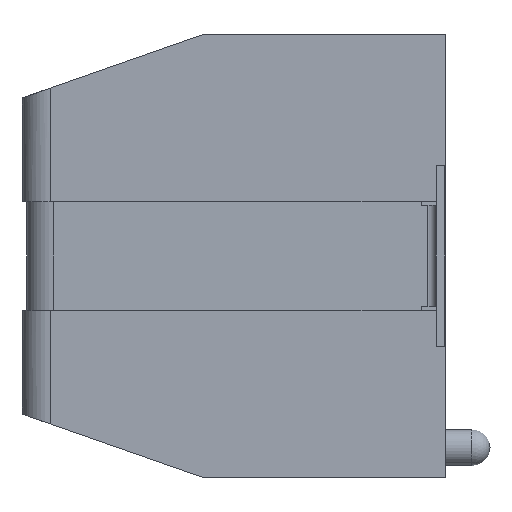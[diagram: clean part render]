
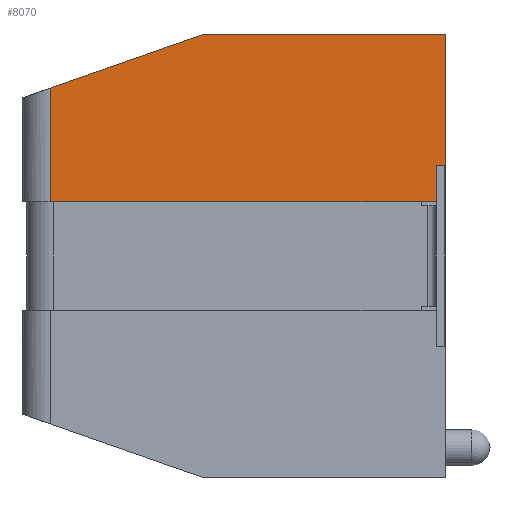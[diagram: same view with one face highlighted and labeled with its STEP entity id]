
A CAD part, left-side view. The second image highlights one B-rep face of the part: STEP entity #8070.
In plain terms, the highlighted planar face has unit normal (-1, 0.018, 0).
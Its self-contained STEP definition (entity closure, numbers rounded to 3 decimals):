
#7933 = ORIENTED_EDGE ( 'NONE', *, *, #7935, .T. ) ;
#7935 = EDGE_CURVE ( 'NONE', #7996, #26981, #8287, .T. ) ;
#7936 = VERTEX_POINT ( 'NONE', #8282 ) ;
#7937 = ORIENTED_EDGE ( 'NONE', *, *, #7995, .T. ) ;
#7942 = VERTEX_POINT ( 'NONE', #8402 ) ;
#7944 = EDGE_CURVE ( 'NONE', #7942, #7981, #8343, .T. ) ;
#7981 = VERTEX_POINT ( 'NONE', #8570 ) ;
#7993 = EDGE_LOOP ( 'NONE', ( #25293, #7937, #7933, #26982, #26394 ) ) ;
#7995 = EDGE_CURVE ( 'NONE', #7936, #7996, #8559, .T. ) ;
#7996 = VERTEX_POINT ( 'NONE', #8691 ) ;
#8070 = ADVANCED_FACE ( 'NONE', ( #8934 ), #8892, .T. ) ;
#8282 = CARTESIAN_POINT ( 'NONE',  ( -27.917, 4.414, 6.852 ) ) ;
#8283 = DIRECTION ( 'NONE',  ( -0.017, -1., 0. ) ) ;
#8285 = VECTOR ( 'NONE', #8283, 1000. ) ;
#8286 = CARTESIAN_POINT ( 'NONE',  ( -27.9, 5.412, 2.857 ) ) ;
#8287 = LINE ( 'NONE', #8286, #8285 ) ;
#8343 = LINE ( 'NONE', #8482, #8481 ) ;
#8402 = CARTESIAN_POINT ( 'NONE',  ( -28.011, -0.938, 8.725 ) ) ;
#8479 = DIRECTION ( 'NONE',  ( -0.017, -1., 0. ) ) ;
#8481 = VECTOR ( 'NONE', #8479, 1000. ) ;
#8482 = CARTESIAN_POINT ( 'NONE',  ( -28.158, -9.376, 8.725 ) ) ;
#8554 = DIRECTION ( 'NONE',  ( 0., 0., -1. ) ) ;
#8556 = VECTOR ( 'NONE', #8554, 1000. ) ;
#8558 = CARTESIAN_POINT ( 'NONE',  ( -27.917, 4.414, 0.952 ) ) ;
#8559 = LINE ( 'NONE', #8558, #8556 ) ;
#8570 = CARTESIAN_POINT ( 'NONE',  ( -28.159, -9.447, 8.725 ) ) ;
#8691 = CARTESIAN_POINT ( 'NONE',  ( -27.917, 4.414, 2.857 ) ) ;
#8885 = CARTESIAN_POINT ( 'NONE',  ( -27.9, 5.412, 0.952 ) ) ;
#8887 = AXIS2_PLACEMENT_3D ( 'NONE', #8885, #9031, #9029 ) ;
#8892 = PLANE ( 'NONE',  #8887 ) ;
#8934 = FACE_OUTER_BOUND ( 'NONE', #7993, .T. ) ;
#9029 = DIRECTION ( 'NONE',  ( -0.017, -1., 0. ) ) ;
#9031 = DIRECTION ( 'NONE',  ( -1., 0.017, 0. ) ) ;
#21568 = LINE ( 'NONE', #21619, #21618 ) ;
#21617 = DIRECTION ( 'NONE',  ( 0., 0., -1. ) ) ;
#21618 = VECTOR ( 'NONE', #21617, 1000. ) ;
#21619 = CARTESIAN_POINT ( 'NONE',  ( -28.159, -9.447, 8.725 ) ) ;
#21731 = CARTESIAN_POINT ( 'NONE',  ( -28.159, -9.447, 2.857 ) ) ;
#25293 = ORIENTED_EDGE ( 'NONE', *, *, #25294, .F. ) ;
#25294 = EDGE_CURVE ( 'NONE', #7936, #7942, #33298, .T. ) ;
#26394 = ORIENTED_EDGE ( 'NONE', *, *, #7944, .F. ) ;
#26959 = EDGE_CURVE ( 'NONE', #7981, #26981, #21568, .T. ) ;
#26981 = VERTEX_POINT ( 'NONE', #21731 ) ;
#26982 = ORIENTED_EDGE ( 'NONE', *, *, #26959, .F. ) ;
#33295 = DIRECTION ( 'NONE',  ( -0.016, -0.944, 0.33 ) ) ;
#33296 = VECTOR ( 'NONE', #33295, 1000. ) ;
#33297 = CARTESIAN_POINT ( 'NONE',  ( -27.9, 5.408, 6.504 ) ) ;
#33298 = LINE ( 'NONE', #33297, #33296 ) ;
